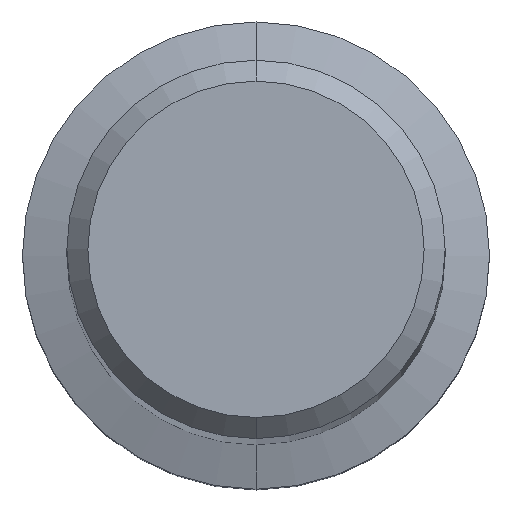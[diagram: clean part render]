
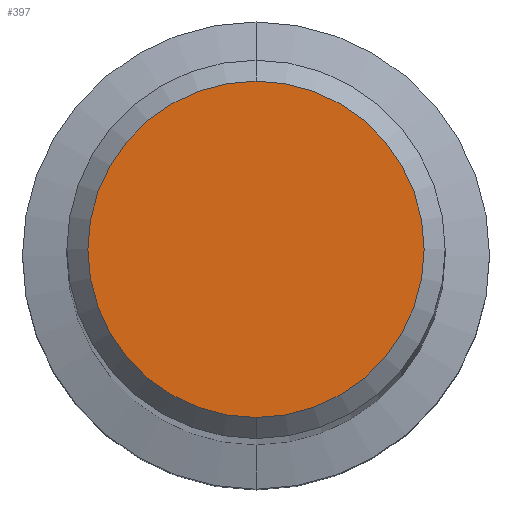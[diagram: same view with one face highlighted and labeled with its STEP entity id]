
A CAD part, top view. The second image highlights one B-rep face of the part: STEP entity #397.
In plain terms, the highlighted planar face has unit normal (0, 0, 1).
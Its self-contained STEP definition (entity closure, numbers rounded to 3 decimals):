
#201=VERTEX_POINT('',#556);
#245=VERTEX_POINT('',#603);
#247=EDGE_CURVE('',#245,#201,#605,.T.);
#377=EDGE_CURVE('',#201,#245,#746,.T.);
#397=ADVANCED_FACE('',(#769),#770,.T.);
#556=CARTESIAN_POINT('',(0.,-4.0,0.0));
#603=CARTESIAN_POINT('',(0.0,4.0,0.0));
#605=CIRCLE('',#1020,4.0);
#746=CIRCLE('',#1269,4.0);
#769=FACE_OUTER_BOUND('',#1299,.T.);
#770=PLANE('',#1300);
#1020=AXIS2_PLACEMENT_3D('',#1702,#1703,#1704);
#1269=AXIS2_PLACEMENT_3D('',#1855,#1856,#1857);
#1299=EDGE_LOOP('',(#1890,#1891));
#1300=AXIS2_PLACEMENT_3D('',#1892,#1893,#1894);
#1702=CARTESIAN_POINT('',(0.0,0.0,0.0));
#1703=DIRECTION('',(0.0,0.0,-1.0));
#1704=DIRECTION('',(0.0,1.0,0.0));
#1855=CARTESIAN_POINT('',(0.0,0.0,0.0));
#1856=DIRECTION('',(0.0,0.0,-1.0));
#1857=DIRECTION('',(0.0,1.0,0.0));
#1890=ORIENTED_EDGE('',*,*,#247,.F.);
#1891=ORIENTED_EDGE('',*,*,#377,.F.);
#1892=CARTESIAN_POINT('',(0.0,2.0,0.0));
#1893=DIRECTION('',(-0.0,0.0,1.0));
#1894=DIRECTION('',(0.0,-1.0,0.0));
